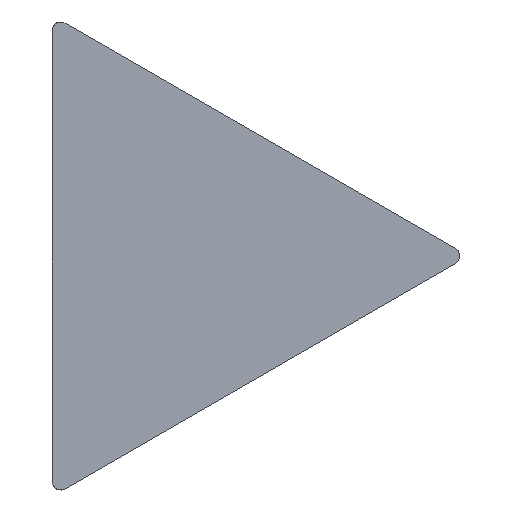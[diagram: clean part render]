
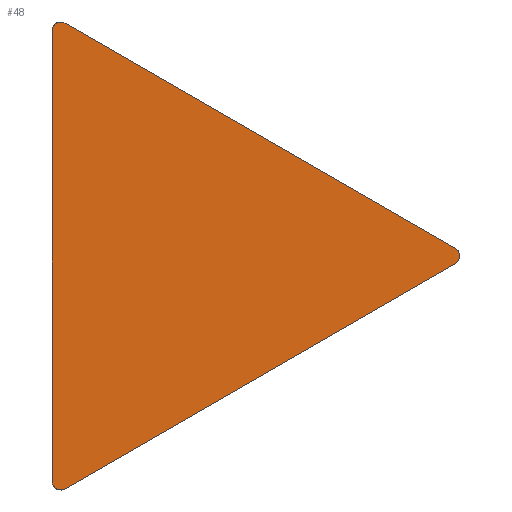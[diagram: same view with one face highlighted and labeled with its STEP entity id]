
A CAD part, top view. The second image highlights one B-rep face of the part: STEP entity #48.
In plain terms, the highlighted planar face has unit normal (0, 0, 1).
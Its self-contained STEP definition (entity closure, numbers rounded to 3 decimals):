
#48=ADVANCED_FACE('',(#61),#53,.T.);
#53=PLANE('',#212);
#61=FACE_OUTER_BOUND('',#69,.T.);
#69=EDGE_LOOP('',(#100,#101,#102,#103,#104,#105));
#100=ORIENTED_EDGE('',*,*,#134,.T.);
#101=ORIENTED_EDGE('',*,*,#132,.F.);
#102=ORIENTED_EDGE('',*,*,#135,.T.);
#103=ORIENTED_EDGE('',*,*,#129,.F.);
#104=ORIENTED_EDGE('',*,*,#133,.T.);
#105=ORIENTED_EDGE('',*,*,#126,.F.);
#112=VERTEX_POINT('',#435);
#113=VERTEX_POINT('',#437);
#114=VERTEX_POINT('',#441);
#115=VERTEX_POINT('',#443);
#116=VERTEX_POINT('',#447);
#117=VERTEX_POINT('',#449);
#126=EDGE_CURVE('',#113,#112,#141,.T.);
#129=EDGE_CURVE('',#115,#114,#144,.T.);
#132=EDGE_CURVE('',#117,#116,#147,.T.);
#133=EDGE_CURVE('',#115,#112,#176,.T.);
#134=EDGE_CURVE('',#113,#116,#177,.T.);
#135=EDGE_CURVE('',#117,#114,#178,.T.);
#141=LINE('',#438,#153);
#144=LINE('',#444,#156);
#147=LINE('',#450,#159);
#153=VECTOR('',#228,1.);
#156=VECTOR('',#233,1.);
#159=VECTOR('',#238,1.);
#176=B_SPLINE_CURVE_WITH_KNOTS('',3,(#452,#453,#454,#455,#456,#457,#458,
#459,#460,#461,#462,#463,#464,#465,#466,#467,#468,#469,#470,#471,#472,#473,
#474,#475,#476,#477,#478,#479,#480,#481,#482,#483,#484,#485),
 .UNSPECIFIED.,.F.,.F.,(4,3,3,3,3,3,3,3,3,3,3,4),(0.,0.009,
0.171,0.332,0.502,0.581,
0.66,0.739,0.818,0.903,
0.991,1.),.UNSPECIFIED.);
#177=B_SPLINE_CURVE_WITH_KNOTS('',3,(#487,#488,#489,#490,#491,#492,#493,
#494,#495,#496,#497,#498,#499,#500,#501,#502,#503,#504,#505,#506,#507,#508,
#509,#510,#511,#512,#513,#514,#515,#516,#517,#518,#519,#520),
 .UNSPECIFIED.,.F.,.F.,(4,3,3,3,3,3,3,3,3,3,3,4),(0.,0.009,
0.171,0.332,0.502,0.581,
0.66,0.739,0.818,0.903,0.991,
1.),.UNSPECIFIED.);
#178=B_SPLINE_CURVE_WITH_KNOTS('',3,(#522,#523,#524,#525,#526,#527,#528,
#529,#530,#531,#532,#533,#534,#535,#536,#537,#538,#539,#540,#541,#542,#543,
#544,#545,#546,#547,#548,#549,#550,#551,#552,#553,#554,#555),
 .UNSPECIFIED.,.F.,.F.,(4,3,3,3,3,3,3,3,3,3,3,4),(0.,0.009,
0.171,0.332,0.502,0.581,
0.66,0.739,0.818,0.903,
0.991,1.),.UNSPECIFIED.);
#212=AXIS2_PLACEMENT_3D('',#557,#250,#251);
#228=DIRECTION('',(0.,1.,0.));
#233=DIRECTION('',(0.866,-0.5,0.));
#238=DIRECTION('',(-0.866,-0.5,0.));
#250=DIRECTION('',(0.,0.,1.));
#251=DIRECTION('',(1.,0.,0.));
#435=CARTESIAN_POINT('',(-6.35,10.311,0.));
#437=CARTESIAN_POINT('',(-6.35,-10.311,0.));
#438=CARTESIAN_POINT('',(-6.35,-16.,0.));
#441=CARTESIAN_POINT('',(12.105,0.344,0.));
#443=CARTESIAN_POINT('',(-5.755,10.655,0.));
#444=CARTESIAN_POINT('',(17.031,-2.501,0.));
#447=CARTESIAN_POINT('',(-5.755,-10.655,0.));
#449=CARTESIAN_POINT('',(12.105,-0.344,0.));
#450=CARTESIAN_POINT('',(17.031,2.501,0.));
#452=CARTESIAN_POINT('',(-5.755,10.655,0.));
#453=CARTESIAN_POINT('',(-5.757,10.656,0.));
#454=CARTESIAN_POINT('',(-5.759,10.657,0.));
#455=CARTESIAN_POINT('',(-5.761,10.658,0.));
#456=CARTESIAN_POINT('',(-5.8,10.68,0.));
#457=CARTESIAN_POINT('',(-5.843,10.695,0.));
#458=CARTESIAN_POINT('',(-5.887,10.702,0.));
#459=CARTESIAN_POINT('',(-5.931,10.71,0.));
#460=CARTESIAN_POINT('',(-5.976,10.71,0.));
#461=CARTESIAN_POINT('',(-6.02,10.702,0.));
#462=CARTESIAN_POINT('',(-6.066,10.694,0.));
#463=CARTESIAN_POINT('',(-6.111,10.678,0.));
#464=CARTESIAN_POINT('',(-6.151,10.655,0.));
#465=CARTESIAN_POINT('',(-6.171,10.644,0.));
#466=CARTESIAN_POINT('',(-6.189,10.631,0.));
#467=CARTESIAN_POINT('',(-6.206,10.617,0.));
#468=CARTESIAN_POINT('',(-6.223,10.603,0.));
#469=CARTESIAN_POINT('',(-6.238,10.588,0.));
#470=CARTESIAN_POINT('',(-6.253,10.571,0.));
#471=CARTESIAN_POINT('',(-6.267,10.554,0.));
#472=CARTESIAN_POINT('',(-6.28,10.537,0.));
#473=CARTESIAN_POINT('',(-6.292,10.518,0.));
#474=CARTESIAN_POINT('',(-6.303,10.499,0.));
#475=CARTESIAN_POINT('',(-6.313,10.479,0.));
#476=CARTESIAN_POINT('',(-6.321,10.459,0.));
#477=CARTESIAN_POINT('',(-6.33,10.437,0.));
#478=CARTESIAN_POINT('',(-6.337,10.414,0.));
#479=CARTESIAN_POINT('',(-6.342,10.391,0.));
#480=CARTESIAN_POINT('',(-6.347,10.367,0.));
#481=CARTESIAN_POINT('',(-6.349,10.343,0.));
#482=CARTESIAN_POINT('',(-6.35,10.318,0.));
#483=CARTESIAN_POINT('',(-6.35,10.316,0.));
#484=CARTESIAN_POINT('',(-6.35,10.313,0.));
#485=CARTESIAN_POINT('',(-6.35,10.311,0.));
#487=CARTESIAN_POINT('',(-6.35,-10.311,0.));
#488=CARTESIAN_POINT('',(-6.35,-10.313,0.));
#489=CARTESIAN_POINT('',(-6.35,-10.316,0.));
#490=CARTESIAN_POINT('',(-6.35,-10.318,0.));
#491=CARTESIAN_POINT('',(-6.349,-10.363,0.));
#492=CARTESIAN_POINT('',(-6.341,-10.408,0.));
#493=CARTESIAN_POINT('',(-6.325,-10.449,0.));
#494=CARTESIAN_POINT('',(-6.31,-10.491,0.));
#495=CARTESIAN_POINT('',(-6.287,-10.531,0.));
#496=CARTESIAN_POINT('',(-6.258,-10.565,0.));
#497=CARTESIAN_POINT('',(-6.228,-10.601,0.));
#498=CARTESIAN_POINT('',(-6.192,-10.631,0.));
#499=CARTESIAN_POINT('',(-6.151,-10.655,0.));
#500=CARTESIAN_POINT('',(-6.132,-10.666,0.));
#501=CARTESIAN_POINT('',(-6.112,-10.675,0.));
#502=CARTESIAN_POINT('',(-6.092,-10.683,0.));
#503=CARTESIAN_POINT('',(-6.071,-10.691,0.));
#504=CARTESIAN_POINT('',(-6.05,-10.697,0.));
#505=CARTESIAN_POINT('',(-6.028,-10.701,0.));
#506=CARTESIAN_POINT('',(-6.007,-10.705,0.));
#507=CARTESIAN_POINT('',(-5.985,-10.707,0.));
#508=CARTESIAN_POINT('',(-5.963,-10.708,0.));
#509=CARTESIAN_POINT('',(-5.941,-10.708,0.));
#510=CARTESIAN_POINT('',(-5.919,-10.707,0.));
#511=CARTESIAN_POINT('',(-5.897,-10.704,0.));
#512=CARTESIAN_POINT('',(-5.874,-10.701,0.));
#513=CARTESIAN_POINT('',(-5.851,-10.695,0.));
#514=CARTESIAN_POINT('',(-5.828,-10.688,0.));
#515=CARTESIAN_POINT('',(-5.805,-10.68,0.));
#516=CARTESIAN_POINT('',(-5.782,-10.67,0.));
#517=CARTESIAN_POINT('',(-5.761,-10.658,0.));
#518=CARTESIAN_POINT('',(-5.759,-10.657,0.));
#519=CARTESIAN_POINT('',(-5.757,-10.656,0.));
#520=CARTESIAN_POINT('',(-5.755,-10.655,0.));
#522=CARTESIAN_POINT('',(12.105,-0.344,0.));
#523=CARTESIAN_POINT('',(12.107,-0.343,0.));
#524=CARTESIAN_POINT('',(12.109,-0.341,0.));
#525=CARTESIAN_POINT('',(12.111,-0.34,0.));
#526=CARTESIAN_POINT('',(12.149,-0.317,0.));
#527=CARTESIAN_POINT('',(12.184,-0.287,0.));
#528=CARTESIAN_POINT('',(12.212,-0.253,0.));
#529=CARTESIAN_POINT('',(12.24,-0.219,0.));
#530=CARTESIAN_POINT('',(12.263,-0.179,0.));
#531=CARTESIAN_POINT('',(12.278,-0.137,0.));
#532=CARTESIAN_POINT('',(12.295,-0.094,0.));
#533=CARTESIAN_POINT('',(12.303,-0.047,0.));
#534=CARTESIAN_POINT('',(12.303,0.,0.));
#535=CARTESIAN_POINT('',(12.303,0.022,0.));
#536=CARTESIAN_POINT('',(12.301,0.044,0.));
#537=CARTESIAN_POINT('',(12.298,0.066,0.));
#538=CARTESIAN_POINT('',(12.294,0.087,0.));
#539=CARTESIAN_POINT('',(12.288,0.109,0.));
#540=CARTESIAN_POINT('',(12.281,0.13,0.));
#541=CARTESIAN_POINT('',(12.274,0.15,0.));
#542=CARTESIAN_POINT('',(12.265,0.171,0.));
#543=CARTESIAN_POINT('',(12.255,0.19,0.));
#544=CARTESIAN_POINT('',(12.244,0.209,0.));
#545=CARTESIAN_POINT('',(12.232,0.228,0.));
#546=CARTESIAN_POINT('',(12.218,0.245,0.));
#547=CARTESIAN_POINT('',(12.204,0.264,0.));
#548=CARTESIAN_POINT('',(12.188,0.281,0.));
#549=CARTESIAN_POINT('',(12.17,0.297,0.));
#550=CARTESIAN_POINT('',(12.152,0.313,0.));
#551=CARTESIAN_POINT('',(12.132,0.327,0.));
#552=CARTESIAN_POINT('',(12.111,0.34,0.));
#553=CARTESIAN_POINT('',(12.109,0.341,0.));
#554=CARTESIAN_POINT('',(12.107,0.343,0.));
#555=CARTESIAN_POINT('',(12.105,0.344,0.));
#557=CARTESIAN_POINT('',(0.,0.,0.));
